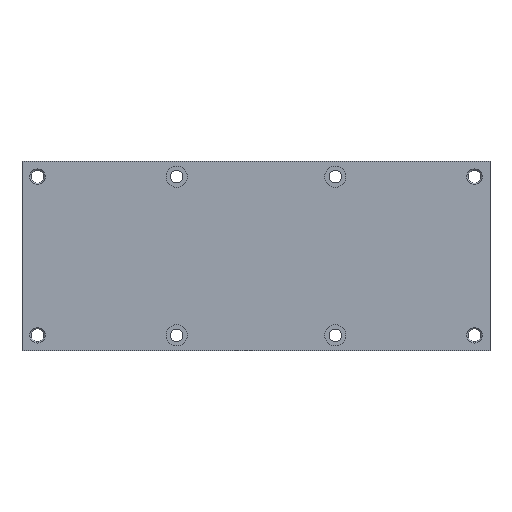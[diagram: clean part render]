
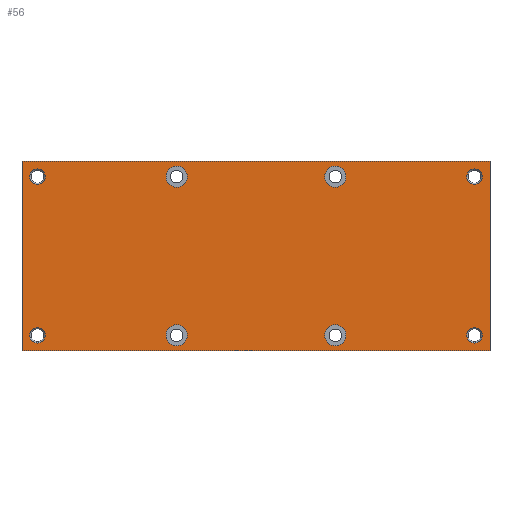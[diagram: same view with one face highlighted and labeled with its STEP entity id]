
A CAD part, top view. The second image highlights one B-rep face of the part: STEP entity #56.
In plain terms, the highlighted planar face has unit normal (0, 0, 1).
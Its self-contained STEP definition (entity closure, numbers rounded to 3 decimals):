
#56 = ADVANCED_FACE( '', ( #135, #136, #137, #138, #139, #140, #141, #142, #143 ), #144, .F. );
#135 = FACE_BOUND( '', #272, .T. );
#136 = FACE_BOUND( '', #273, .T. );
#137 = FACE_BOUND( '', #274, .T. );
#138 = FACE_BOUND( '', #275, .T. );
#139 = FACE_BOUND( '', #276, .T. );
#140 = FACE_BOUND( '', #277, .T. );
#141 = FACE_BOUND( '', #278, .T. );
#142 = FACE_BOUND( '', #279, .T. );
#143 = FACE_OUTER_BOUND( '', #280, .T. );
#144 = PLANE( '', #281 );
#272 = EDGE_LOOP( '', ( #405 ) );
#273 = EDGE_LOOP( '', ( #406 ) );
#274 = EDGE_LOOP( '', ( #407 ) );
#275 = EDGE_LOOP( '', ( #408 ) );
#276 = EDGE_LOOP( '', ( #409 ) );
#277 = EDGE_LOOP( '', ( #410 ) );
#278 = EDGE_LOOP( '', ( #411 ) );
#279 = EDGE_LOOP( '', ( #412 ) );
#280 = EDGE_LOOP( '', ( #413, #414, #415, #416 ) );
#281 = AXIS2_PLACEMENT_3D( '', #417, #418, #419 );
#405 = ORIENTED_EDGE( '', *, *, #610, .T. );
#406 = ORIENTED_EDGE( '', *, *, #611, .F. );
#407 = ORIENTED_EDGE( '', *, *, #612, .F. );
#408 = ORIENTED_EDGE( '', *, *, #613, .T. );
#409 = ORIENTED_EDGE( '', *, *, #607, .T. );
#410 = ORIENTED_EDGE( '', *, *, #614, .F. );
#411 = ORIENTED_EDGE( '', *, *, #615, .F. );
#412 = ORIENTED_EDGE( '', *, *, #616, .T. );
#413 = ORIENTED_EDGE( '', *, *, #617, .F. );
#414 = ORIENTED_EDGE( '', *, *, #618, .F. );
#415 = ORIENTED_EDGE( '', *, *, #619, .F. );
#416 = ORIENTED_EDGE( '', *, *, #620, .F. );
#417 = CARTESIAN_POINT( '', ( -121., 49., 11.5 ) );
#418 = DIRECTION( '', ( 0., 0., -1. ) );
#419 = DIRECTION( '', ( 0., 1., 0. ) );
#607 = EDGE_CURVE( '', #681, #681, #682, .T. );
#610 = EDGE_CURVE( '', #686, #686, #687, .T. );
#611 = EDGE_CURVE( '', #688, #688, #689, .T. );
#612 = EDGE_CURVE( '', #690, #690, #691, .T. );
#613 = EDGE_CURVE( '', #692, #692, #693, .T. );
#614 = EDGE_CURVE( '', #694, #694, #695, .T. );
#615 = EDGE_CURVE( '', #696, #696, #697, .T. );
#616 = EDGE_CURVE( '', #698, #698, #699, .T. );
#617 = EDGE_CURVE( '', #700, #701, #702, .T. );
#618 = EDGE_CURVE( '', #703, #700, #704, .T. );
#619 = EDGE_CURVE( '', #705, #703, #706, .T. );
#620 = EDGE_CURVE( '', #701, #705, #707, .T. );
#681 = VERTEX_POINT( '', #795 );
#682 = CIRCLE( '', #796, 4. );
#686 = VERTEX_POINT( '', #800 );
#687 = CIRCLE( '', #801, 5.5 );
#688 = VERTEX_POINT( '', #802 );
#689 = CIRCLE( '', #803, 5.5 );
#690 = VERTEX_POINT( '', #804 );
#691 = CIRCLE( '', #805, 5.5 );
#692 = VERTEX_POINT( '', #806 );
#693 = CIRCLE( '', #807, 5.5 );
#694 = VERTEX_POINT( '', #808 );
#695 = CIRCLE( '', #809, 4. );
#696 = VERTEX_POINT( '', #810 );
#697 = CIRCLE( '', #811, 4. );
#698 = VERTEX_POINT( '', #812 );
#699 = CIRCLE( '', #813, 4. );
#700 = VERTEX_POINT( '', #814 );
#701 = VERTEX_POINT( '', #815 );
#702 = LINE( '', #816, #817 );
#703 = VERTEX_POINT( '', #818 );
#704 = LINE( '', #819, #820 );
#705 = VERTEX_POINT( '', #821 );
#706 = LINE( '', #822, #823 );
#707 = LINE( '', #824, #825 );
#795 = CARTESIAN_POINT( '', ( -117., -41., 11.5 ) );
#796 = AXIS2_PLACEMENT_3D( '', #920, #921, #922 );
#800 = CARTESIAN_POINT( '', ( -46.5, -41., 11.5 ) );
#801 = AXIS2_PLACEMENT_3D( '', #926, #927, #928 );
#802 = CARTESIAN_POINT( '', ( 46.5, -41., 11.5 ) );
#803 = AXIS2_PLACEMENT_3D( '', #929, #930, #931 );
#804 = CARTESIAN_POINT( '', ( -46.5, 41., 11.5 ) );
#805 = AXIS2_PLACEMENT_3D( '', #932, #933, #934 );
#806 = CARTESIAN_POINT( '', ( 46.5, 41., 11.5 ) );
#807 = AXIS2_PLACEMENT_3D( '', #935, #936, #937 );
#808 = CARTESIAN_POINT( '', ( 117., -41., 11.5 ) );
#809 = AXIS2_PLACEMENT_3D( '', #938, #939, #940 );
#810 = CARTESIAN_POINT( '', ( -117., 41., 11.5 ) );
#811 = AXIS2_PLACEMENT_3D( '', #941, #942, #943 );
#812 = CARTESIAN_POINT( '', ( 117., 41., 11.5 ) );
#813 = AXIS2_PLACEMENT_3D( '', #944, #945, #946 );
#814 = CARTESIAN_POINT( '', ( -121., -49., 11.5 ) );
#815 = CARTESIAN_POINT( '', ( -121., 49., 11.5 ) );
#816 = CARTESIAN_POINT( '', ( -121., -49., 11.5 ) );
#817 = VECTOR( '', #947, 1000. );
#818 = CARTESIAN_POINT( '', ( 121., -49., 11.5 ) );
#819 = CARTESIAN_POINT( '', ( 121., -49., 11.5 ) );
#820 = VECTOR( '', #948, 1000. );
#821 = CARTESIAN_POINT( '', ( 121., 49., 11.5 ) );
#822 = CARTESIAN_POINT( '', ( 121., 49., 11.5 ) );
#823 = VECTOR( '', #949, 1000. );
#824 = CARTESIAN_POINT( '', ( -121., 49., 11.5 ) );
#825 = VECTOR( '', #950, 1000. );
#920 = CARTESIAN_POINT( '', ( -113., -41., 11.5 ) );
#921 = DIRECTION( '', ( 0., 0., -1. ) );
#922 = DIRECTION( '', ( -1., 0., 0. ) );
#926 = CARTESIAN_POINT( '', ( -41., -41., 11.5 ) );
#927 = DIRECTION( '', ( 0., 0., -1. ) );
#928 = DIRECTION( '', ( -1., 0., 0. ) );
#929 = CARTESIAN_POINT( '', ( 41., -41., 11.5 ) );
#930 = DIRECTION( '', ( 0., 0., 1. ) );
#931 = DIRECTION( '', ( 1., 0., 0. ) );
#932 = CARTESIAN_POINT( '', ( -41., 41., 11.5 ) );
#933 = DIRECTION( '', ( 0., 0., 1. ) );
#934 = DIRECTION( '', ( -1., 0., 0. ) );
#935 = CARTESIAN_POINT( '', ( 41., 41., 11.5 ) );
#936 = DIRECTION( '', ( 0., 0., -1. ) );
#937 = DIRECTION( '', ( 1., 0., 0. ) );
#938 = CARTESIAN_POINT( '', ( 113., -41., 11.5 ) );
#939 = DIRECTION( '', ( 0., 0., 1. ) );
#940 = DIRECTION( '', ( 1., 0., 0. ) );
#941 = CARTESIAN_POINT( '', ( -113., 41., 11.5 ) );
#942 = DIRECTION( '', ( 0., 0., 1. ) );
#943 = DIRECTION( '', ( -1., 0., 0. ) );
#944 = CARTESIAN_POINT( '', ( 113., 41., 11.5 ) );
#945 = DIRECTION( '', ( 0., 0., -1. ) );
#946 = DIRECTION( '', ( 1., 0., 0. ) );
#947 = DIRECTION( '', ( 0., 1., 0. ) );
#948 = DIRECTION( '', ( -1., 0., 0. ) );
#949 = DIRECTION( '', ( 0., -1., 0. ) );
#950 = DIRECTION( '', ( 1., 0., 0. ) );
